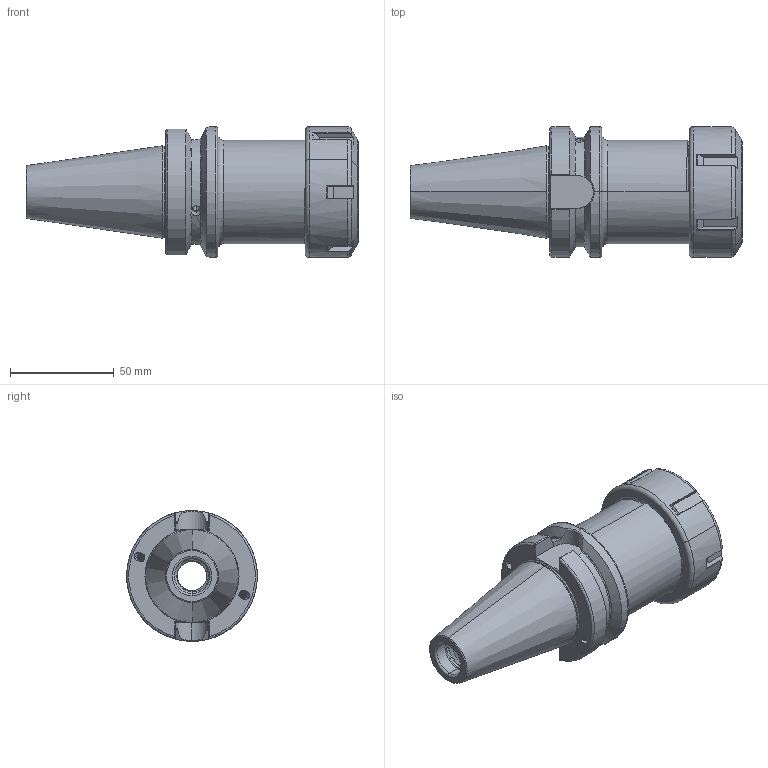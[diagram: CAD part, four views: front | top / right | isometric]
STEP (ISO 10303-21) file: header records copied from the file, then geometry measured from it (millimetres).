
FILE_DESCRIPTION (( 'STEP AP203' ), '1' );
FILE_NAME ('405.02.26.1.STEP', '2016-11-25T10:39:01', ( '' ), ( '' ), 'SwSTEP 2.0', 'SolidWorks 2012', '' );
FILE_SCHEMA (( 'CONFIG_CONTROL_DESIGN' ));
Length unit declared in the file: millimetre
Products named in the file (3): 2-01.100.0400260C7_ER40螺帽(六溝); 405.02.26.1
Assembly tree (2 placements, depth 2):
  405.02.26.1
    405.02.26.1
    2-01.100.0400260C7_ER40螺帽(六溝)
Bounding box: 160.1 x 63 x 63 mm (x, y, z)
Volume: 222036 mm3; surface area: 54877.3 mm2
Topology: 2 solids, 2 shells, 374 faces, 998 edges, 629 vertices
Faces by surface type: cylinder 157, plane 78, torus 59, bspline 56, cone 24
Entity records: 25075 total; most frequent: CARTESIAN_POINT 16673, ORIENTED_EDGE 1992, DIRECTION 1379, EDGE_CURVE 996, VERTEX_POINT 629, AXIS2_PLACEMENT_3D 546, EDGE_LOOP 389, FACE_OUTER_BOUND 374
